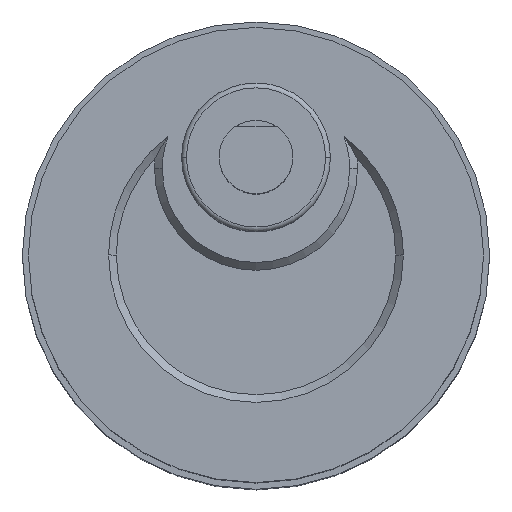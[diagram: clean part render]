
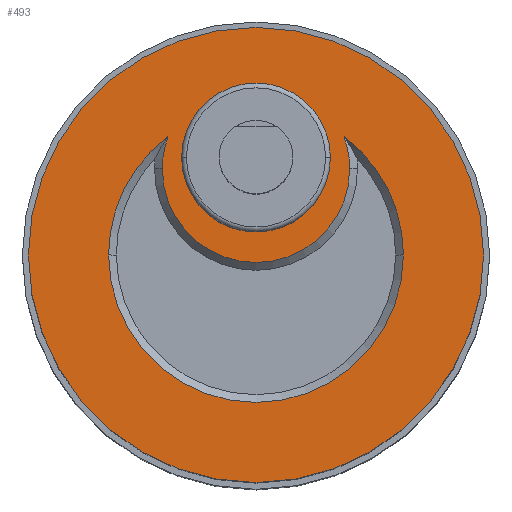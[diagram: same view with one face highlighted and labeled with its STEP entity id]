
A CAD part, top view. The second image highlights one B-rep face of the part: STEP entity #493.
In plain terms, the highlighted planar face has unit normal (0, 0, 1).
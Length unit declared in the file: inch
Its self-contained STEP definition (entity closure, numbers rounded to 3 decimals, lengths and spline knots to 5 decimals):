
#10 = ORIENTED_EDGE ( 'NONE', *, *, #232, .T. ) ;
#18 = VERTEX_POINT ( 'NONE', #641 ) ;
#20 = AXIS2_PLACEMENT_3D ( 'NONE', #553, #1247, #454 ) ;
#21 = CARTESIAN_POINT ( 'NONE',  ( -0.7285, 0., 0. ) ) ;
#23 = AXIS2_PLACEMENT_3D ( 'NONE', #532, #139, #143 ) ;
#34 = AXIS2_PLACEMENT_3D ( 'NONE', #1137, #655, #847 ) ;
#46 = CIRCLE ( 'NONE', #775, 0.472 ) ;
#50 = CIRCLE ( 'NONE', #620, 0.3 ) ;
#78 = CIRCLE ( 'NONE', #850, 0.472 ) ;
#80 = ORIENTED_EDGE ( 'NONE', *, *, #490, .F. ) ;
#96 = EDGE_CURVE ( 'NONE', #304, #188, #684, .T. ) ;
#105 = AXIS2_PLACEMENT_3D ( 'NONE', #518, #1005, #204 ) ;
#139 = DIRECTION ( 'NONE',  ( 0., 0., 1. ) ) ;
#140 = VERTEX_POINT ( 'NONE', #353 ) ;
#143 = DIRECTION ( 'NONE',  ( 1., 0., 0. ) ) ;
#147 = CARTESIAN_POINT ( 'NONE',  ( 0.23825, 0.31187, 0. ) ) ;
#164 = DIRECTION ( 'NONE',  ( 0., 0., 1. ) ) ;
#173 = PLANE ( 'NONE',  #1119 ) ;
#188 = VERTEX_POINT ( 'NONE', #147 ) ;
#204 = DIRECTION ( 'NONE',  ( 1., 0., 0. ) ) ;
#219 = AXIS2_PLACEMENT_3D ( 'NONE', #735, #843, #1221 ) ;
#232 = EDGE_CURVE ( 'NONE', #768, #140, #806, .T. ) ;
#238 = DIRECTION ( 'NONE',  ( 0., 0., 1. ) ) ;
#253 = ORIENTED_EDGE ( 'NONE', *, *, #841, .T. ) ;
#263 = DIRECTION ( 'NONE',  ( 1., 0., 0. ) ) ;
#289 = DIRECTION ( 'NONE',  ( 1., 0., 0. ) ) ;
#304 = VERTEX_POINT ( 'NONE', #569 ) ;
#327 = ORIENTED_EDGE ( 'NONE', *, *, #984, .T. ) ;
#337 = CARTESIAN_POINT ( 'NONE',  ( 0.28193, 0.37855, 0. ) ) ;
#353 = CARTESIAN_POINT ( 'NONE',  ( 0.3, 0.276, 0. ) ) ;
#388 = VERTEX_POINT ( 'NONE', #1223 ) ;
#392 = DIRECTION ( 'NONE',  ( 0., 0., 1. ) ) ;
#405 = ORIENTED_EDGE ( 'NONE', *, *, #513, .F. ) ;
#441 = FACE_OUTER_BOUND ( 'NONE', #712, .T. ) ;
#444 = EDGE_CURVE ( 'NONE', #18, #921, #78, .T. ) ;
#451 = EDGE_CURVE ( 'NONE', #140, #473, #830, .T. ) ;
#454 = DIRECTION ( 'NONE',  ( 1., 0., 0. ) ) ;
#473 = VERTEX_POINT ( 'NONE', #337 ) ;
#490 = EDGE_CURVE ( 'NONE', #921, #912, #46, .T. ) ;
#493 = ADVANCED_FACE ( 'NONE', ( #957, #1204, #441 ), #173, .T. ) ;
#513 = EDGE_CURVE ( 'NONE', #912, #473, #846, .T. ) ;
#518 = CARTESIAN_POINT ( 'NONE',  ( 0., 0.31187, 0. ) ) ;
#532 = CARTESIAN_POINT ( 'NONE',  ( 0., 0.276, 0. ) ) ;
#537 = DIRECTION ( 'NONE',  ( 1., 0., 0. ) ) ;
#553 = CARTESIAN_POINT ( 'NONE',  ( 0., 0., 0. ) ) ;
#561 = DIRECTION ( 'NONE',  ( 0., 0., 1. ) ) ;
#562 = CARTESIAN_POINT ( 'NONE',  ( 0., 0., 0. ) ) ;
#569 = CARTESIAN_POINT ( 'NONE',  ( -0.23825, 0.31187, 0. ) ) ;
#583 = EDGE_LOOP ( 'NONE', ( #977, #327, #10, #609, #405, #80 ) ) ;
#609 = ORIENTED_EDGE ( 'NONE', *, *, #451, .T. ) ;
#617 = CARTESIAN_POINT ( 'NONE',  ( 0., 0., 0. ) ) ;
#620 = AXIS2_PLACEMENT_3D ( 'NONE', #1180, #392, #289 ) ;
#634 = EDGE_LOOP ( 'NONE', ( #661, #1153 ) ) ;
#636 = EDGE_CURVE ( 'NONE', #1166, #388, #1028, .T. ) ;
#637 = AXIS2_PLACEMENT_3D ( 'NONE', #562, #851, #263 ) ;
#641 = CARTESIAN_POINT ( 'NONE',  ( -0.28193, 0.37855, 0. ) ) ;
#655 = DIRECTION ( 'NONE',  ( 0., 0., 1. ) ) ;
#657 = CARTESIAN_POINT ( 'NONE',  ( 0., 0., 0. ) ) ;
#661 = ORIENTED_EDGE ( 'NONE', *, *, #96, .F. ) ;
#684 = CIRCLE ( 'NONE', #34, 0.23825 ) ;
#712 = EDGE_LOOP ( 'NONE', ( #253, #844 ) ) ;
#718 = CARTESIAN_POINT ( 'NONE',  ( -0.472, 0., 0. ) ) ;
#735 = CARTESIAN_POINT ( 'NONE',  ( 0., 0.276, 0. ) ) ;
#768 = VERTEX_POINT ( 'NONE', #823 ) ;
#775 = AXIS2_PLACEMENT_3D ( 'NONE', #657, #164, #956 ) ;
#787 = CIRCLE ( 'NONE', #105, 0.23825 ) ;
#798 = DIRECTION ( 'NONE',  ( 1., 0., 0. ) ) ;
#806 = CIRCLE ( 'NONE', #219, 0.3 ) ;
#823 = CARTESIAN_POINT ( 'NONE',  ( -0.3, 0.276, 0. ) ) ;
#824 = CARTESIAN_POINT ( 'NONE',  ( 0., 0., 0. ) ) ;
#830 = CIRCLE ( 'NONE', #23, 0.3 ) ;
#841 = EDGE_CURVE ( 'NONE', #388, #1166, #934, .T. ) ;
#843 = DIRECTION ( 'NONE',  ( 0., 0., 1. ) ) ;
#844 = ORIENTED_EDGE ( 'NONE', *, *, #636, .T. ) ;
#846 = CIRCLE ( 'NONE', #20, 0.472 ) ;
#847 = DIRECTION ( 'NONE',  ( 1., 0., 0. ) ) ;
#849 = CARTESIAN_POINT ( 'NONE',  ( 0., 0., 0. ) ) ;
#850 = AXIS2_PLACEMENT_3D ( 'NONE', #824, #238, #537 ) ;
#851 = DIRECTION ( 'NONE',  ( 0., 0., 1. ) ) ;
#911 = DIRECTION ( 'NONE',  ( 0., 0., 1. ) ) ;
#912 = VERTEX_POINT ( 'NONE', #1103 ) ;
#921 = VERTEX_POINT ( 'NONE', #718 ) ;
#934 = CIRCLE ( 'NONE', #637, 0.7285 ) ;
#956 = DIRECTION ( 'NONE',  ( 1., 0., 0. ) ) ;
#957 = FACE_BOUND ( 'NONE', #634, .T. ) ;
#977 = ORIENTED_EDGE ( 'NONE', *, *, #444, .F. ) ;
#984 = EDGE_CURVE ( 'NONE', #18, #768, #50, .T. ) ;
#1005 = DIRECTION ( 'NONE',  ( 0., 0., 1. ) ) ;
#1028 = CIRCLE ( 'NONE', #1251, 0.7285 ) ;
#1050 = DIRECTION ( 'NONE',  ( 1., 0., 0. ) ) ;
#1103 = CARTESIAN_POINT ( 'NONE',  ( 0.472, 0., 0. ) ) ;
#1119 = AXIS2_PLACEMENT_3D ( 'NONE', #849, #561, #1050 ) ;
#1137 = CARTESIAN_POINT ( 'NONE',  ( 0., 0.31187, 0. ) ) ;
#1153 = ORIENTED_EDGE ( 'NONE', *, *, #1211, .F. ) ;
#1166 = VERTEX_POINT ( 'NONE', #21 ) ;
#1180 = CARTESIAN_POINT ( 'NONE',  ( 0., 0.276, 0. ) ) ;
#1204 = FACE_BOUND ( 'NONE', #583, .T. ) ;
#1211 = EDGE_CURVE ( 'NONE', #188, #304, #787, .T. ) ;
#1221 = DIRECTION ( 'NONE',  ( 1., 0., 0. ) ) ;
#1223 = CARTESIAN_POINT ( 'NONE',  ( 0.7285, 0., 0. ) ) ;
#1247 = DIRECTION ( 'NONE',  ( 0., 0., 1. ) ) ;
#1251 = AXIS2_PLACEMENT_3D ( 'NONE', #617, #911, #798 ) ;
